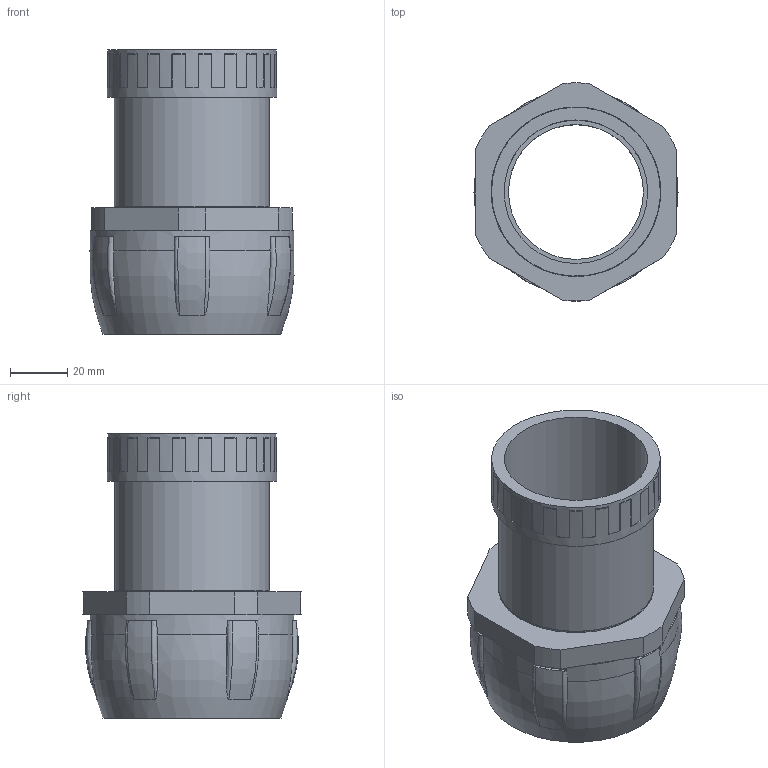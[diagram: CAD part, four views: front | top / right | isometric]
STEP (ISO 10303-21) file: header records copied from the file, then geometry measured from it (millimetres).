
FILE_DESCRIPTION (( 'STEP AP203' ), '1' );
FILE_NAME ('CTA10D-GA50-K41-010 Ìóôòà òðóáà 50 - òðóáà àðìèðîâàííàÿ 50. IP65 GA50 ÈÝÊ.STEP', '2016-06-29T13:26:52', ( '' ), ( '' ), 'SwSTEP 2.0', 'SolidWorks 2014', '' );
FILE_SCHEMA (( 'CONFIG_CONTROL_DESIGN' ));
Length unit declared in the file: millimetre
Products named in the file (1): CTA10D-GA50-K41-010 Ìóôòà òðóáà 50 - òðóáà àðìèðîâàííàÿ 50. IP65 GA50 ÈÝÊ
Bounding box: 71.06 x 75.94 x 99 mm (x, y, z)
Volume: 91080.1 mm3; surface area: 54208.5 mm2
Topology: 1 solids, 1 shells, 158 faces, 437 edges, 287 vertices
Faces by surface type: plane 104, cone 20, cylinder 15, bspline 12, torus 7
Full cylindrical faces by diameter (mm): 47 x1, 50 x2, 54 x1, 54.2 x1, 58 x1, 58.8 x1, 59 x1, 71 x1
Entity records: 5839 total; most frequent: CARTESIAN_POINT 1885, ORIENTED_EDGE 846, DIRECTION 772, EDGE_CURVE 423, AXIS2_PLACEMENT_3D 302, VERTEX_POINT 283, EDGE_LOOP 176, LINE 168
